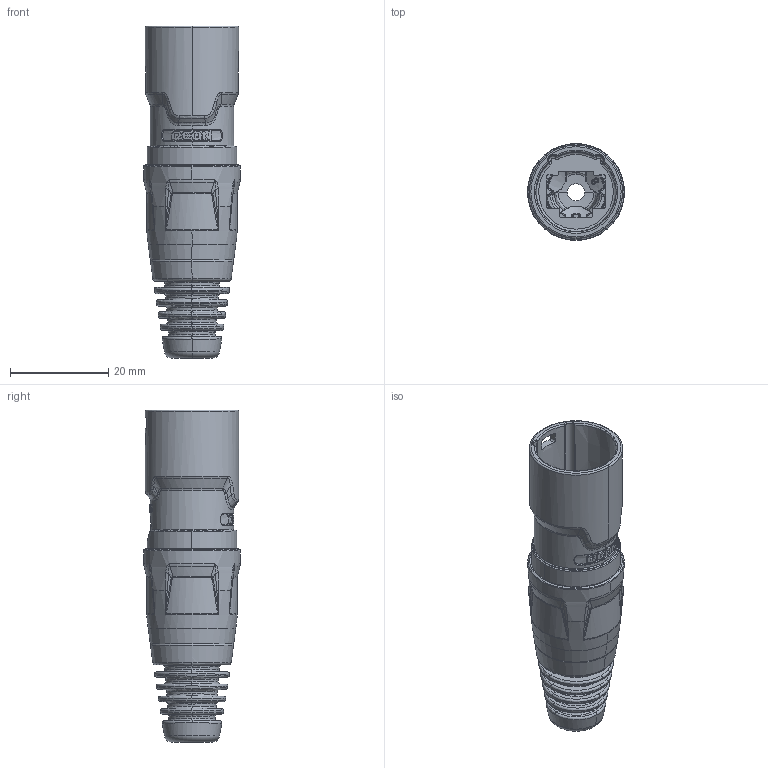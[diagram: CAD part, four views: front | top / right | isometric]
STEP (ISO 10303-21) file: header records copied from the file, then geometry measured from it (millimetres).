
FILE_DESCRIPTION((''),'2;1');
FILE_NAME('RJ45_WATERPROOF_ASM','2021-03-04T17:24:53',('lwb'),(''),'CREO PARAMETRIC BY PTC INC, 2018050','CREO PARAMETRIC BY PTC INC, 2018050','');
FILE_SCHEMA(('CONFIG_CONTROL_DESIGN'));
Products named in the file (1): RJ45_WATERPROOF_ASM
Bounding box: 19.79 x 19.79 x 67.7 mm (x, y, z)
Volume: 3389.6 mm3; surface area: 12269.3 mm2
Topology: 2 solids, 8 shells, 1539 faces, 3938 edges, 2397 vertices
Faces by surface type: bspline 476, plane 378, cylinder 290, torus 163, cone 131, sphere 64, extrusion 37
Entity records: 86697 total; most frequent: CARTESIAN_POINT 55071, ORIENTED_EDGE 7783, DIRECTION 4779, EDGE_CURVE 3907, VERTEX_POINT 2397, B_SPLINE_CURVE_WITH_KNOTS 2150, AXIS2_PLACEMENT_3D 1921, EDGE_LOOP 1572
